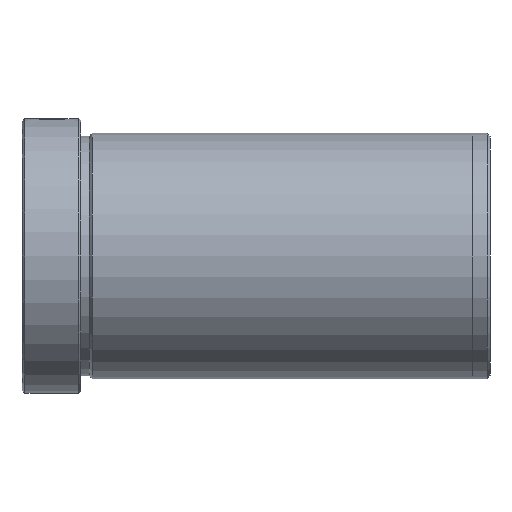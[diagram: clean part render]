
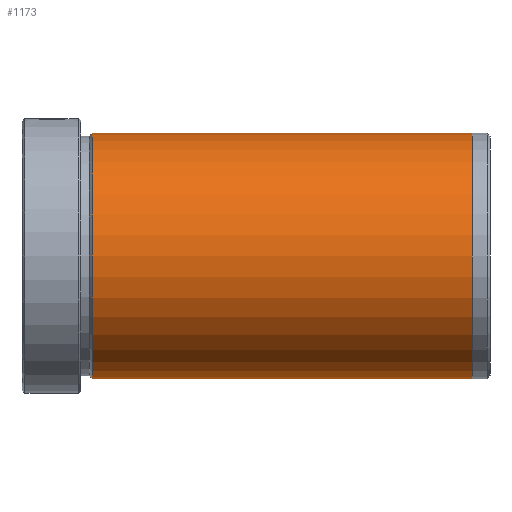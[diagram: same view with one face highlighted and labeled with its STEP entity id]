
A CAD part, left-side view. The second image highlights one B-rep face of the part: STEP entity #1173.
In plain terms, the highlighted cylindrical face has radius 21 mm (diameter 42 mm), a partial arc.
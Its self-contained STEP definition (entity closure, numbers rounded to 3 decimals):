
#17 = CIRCLE ( 'NONE', #1378, 21. ) ;
#20 = DIRECTION ( 'NONE',  ( 0., -1., 0. ) ) ;
#27 = DIRECTION ( 'NONE',  ( 0., 1., 0. ) ) ;
#56 = CARTESIAN_POINT ( 'NONE',  ( 0., -12., 21. ) ) ;
#92 = CARTESIAN_POINT ( 'NONE',  ( 0., -77., -21. ) ) ;
#144 = ORIENTED_EDGE ( 'NONE', *, *, #896, .F. ) ;
#327 = AXIS2_PLACEMENT_3D ( 'NONE', #971, #1109, #673 ) ;
#442 = CYLINDRICAL_SURFACE ( 'NONE', #327, 21. ) ;
#580 = LINE ( 'NONE', #1687, #1714 ) ;
#628 = ORIENTED_EDGE ( 'NONE', *, *, #886, .F. ) ;
#673 = DIRECTION ( 'NONE',  ( 0., 0., 1. ) ) ;
#736 = VERTEX_POINT ( 'NONE', #92 ) ;
#748 = EDGE_CURVE ( 'NONE', #736, #1057, #580, .T. ) ;
#768 = CIRCLE ( 'NONE', #1662, 21. ) ;
#775 = EDGE_CURVE ( 'NONE', #1349, #1016, #924, .T. ) ;
#886 = EDGE_CURVE ( 'NONE', #1349, #736, #17, .T. ) ;
#896 = EDGE_CURVE ( 'NONE', #1057, #1016, #768, .T. ) ;
#905 = CARTESIAN_POINT ( 'NONE',  ( 0., -77., 21. ) ) ;
#914 = CARTESIAN_POINT ( 'NONE',  ( 0., -77., 0. ) ) ;
#919 = CARTESIAN_POINT ( 'NONE',  ( 0., -12., 0. ) ) ;
#924 = LINE ( 'NONE', #1690, #1677 ) ;
#971 = CARTESIAN_POINT ( 'NONE',  ( 0., 0., 0. ) ) ;
#1013 = ORIENTED_EDGE ( 'NONE', *, *, #748, .F. ) ;
#1016 = VERTEX_POINT ( 'NONE', #56 ) ;
#1053 = DIRECTION ( 'NONE',  ( 0., 0., -1. ) ) ;
#1057 = VERTEX_POINT ( 'NONE', #1122 ) ;
#1062 = DIRECTION ( 'NONE',  ( 0., 0., 1. ) ) ;
#1109 = DIRECTION ( 'NONE',  ( 0., 1., 0. ) ) ;
#1122 = CARTESIAN_POINT ( 'NONE',  ( 0., -12., -21. ) ) ;
#1173 = ADVANCED_FACE ( 'NONE', ( #1264 ), #442, .T. ) ;
#1209 = EDGE_LOOP ( 'NONE', ( #1013, #628, #1715, #144 ) ) ;
#1264 = FACE_OUTER_BOUND ( 'NONE', #1209, .T. ) ;
#1349 = VERTEX_POINT ( 'NONE', #905 ) ;
#1378 = AXIS2_PLACEMENT_3D ( 'NONE', #914, #20, #1053 ) ;
#1412 = DIRECTION ( 'NONE',  ( 0., 1., 0. ) ) ;
#1562 = DIRECTION ( 'NONE',  ( 0., 1., 0. ) ) ;
#1662 = AXIS2_PLACEMENT_3D ( 'NONE', #919, #27, #1062 ) ;
#1677 = VECTOR ( 'NONE', #1562, 1000. ) ;
#1687 = CARTESIAN_POINT ( 'NONE',  ( 0., 0., -21. ) ) ;
#1690 = CARTESIAN_POINT ( 'NONE',  ( 0., 0., 21. ) ) ;
#1714 = VECTOR ( 'NONE', #1412, 1000. ) ;
#1715 = ORIENTED_EDGE ( 'NONE', *, *, #775, .T. ) ;
